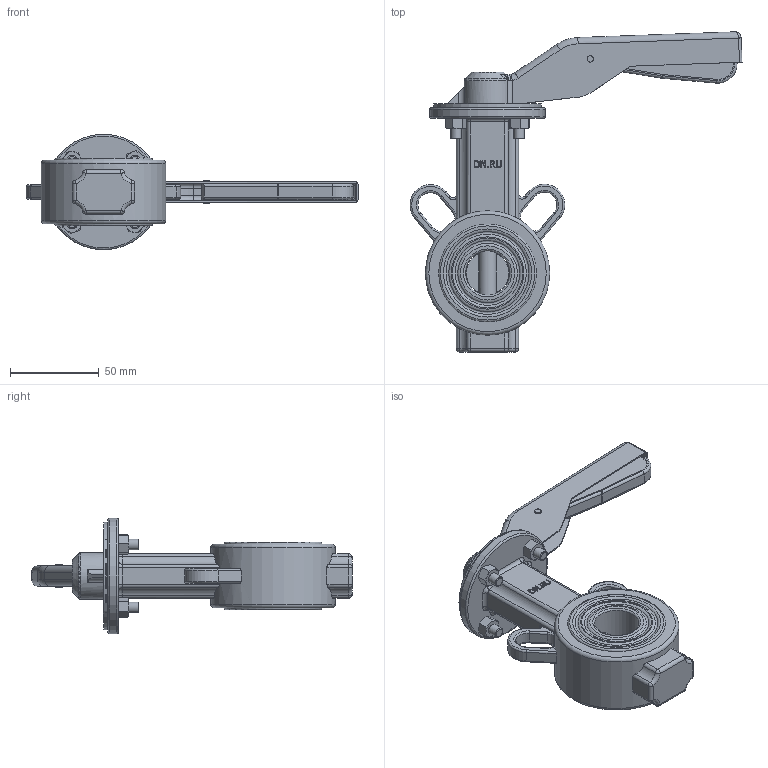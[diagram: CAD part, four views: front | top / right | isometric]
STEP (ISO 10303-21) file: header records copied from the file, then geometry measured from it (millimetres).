
FILE_DESCRIPTION(/* description */ (''),/* implementation_level */ '2;1');
FILE_NAME(/* name */ 'DN25_3D_STEP.stp',/* time_stamp */ '2025-09-20T02:37:53+03:00',/* author */ ('igorr'),/* organization */ (''),/* preprocessor_version */ 'ST-DEVELOPER v20',/* originating_system */ 'Autodesk Inventor 2025',/* authorisation */ '');
FILE_SCHEMA (('AUTOMOTIVE_DESIGN { 1 0 10303 214 3 1 1 }','PROCESS_PLANNING_SCHEMA'));
Length unit declared in the file: millimetre
Products named in the file (5): Сборка; Деталь; Рукоятка; AS 1427 - M6 x 20; ANSI B18.2.4.2M - M6x1
Assembly tree (10 placements, depth 2):
  Сборка
    Деталь
    Рукоятка
    AS 1427 - M6 x 20  x4
    ANSI B18.2.4.2M - M6x1  x4
Bounding box: 186.82 x 180.23 x 65 mm (x, y, z)
Volume: 220737.4 mm3; surface area: 68848.6 mm2
Topology: 10 solids, 10 shells, 619 faces, 1542 edges, 959 vertices
Faces by surface type: plane 207, cylinder 149, cone 108, torus 94, bspline 51, sphere 10
Full cylindrical faces by diameter (mm): 3.571 x4, 4.917 x4, 5.387 x4, 6 x4, 6.429 x4, 7 x4, 10 x1, 10.5 x4, 20 x1, 25 x1, 59.285 x1, 60.714 x1, 65 x1, 70 x1
Entity records: 15830 total; most frequent: CARTESIAN_POINT 4308, ORIENTED_EDGE 2312, DIRECTION 2253, EDGE_CURVE 1156, AXIS2_PLACEMENT_3D 889, VERTEX_POINT 722, EDGE_LOOP 514, LINE 475
